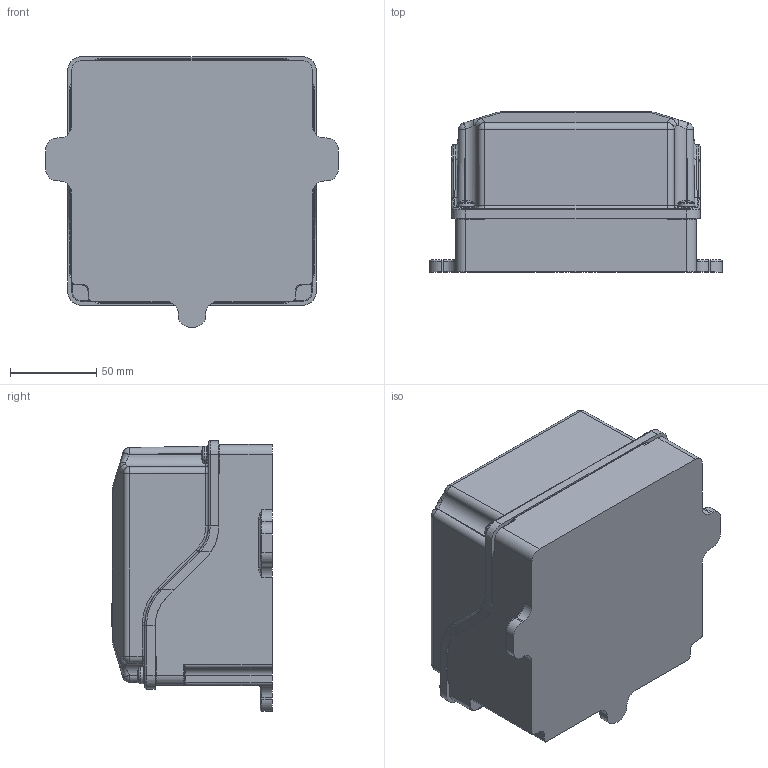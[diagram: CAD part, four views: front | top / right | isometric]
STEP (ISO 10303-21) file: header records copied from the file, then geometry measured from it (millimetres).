
FILE_DESCRIPTION(/* description */ (''),/* implementation_level */ '2;1');
FILE_NAME(/* name */ '940141.stp',/* time_stamp */ '2023-07-24T15:53:47+05:00',/* author */ ('pradhakrishnan'),/* organization */ (''),/* preprocessor_version */ 'ST-DEVELOPER v18',/* originating_system */ 'Autodesk Inventor 2020',/* authorisation */ '');
FILE_SCHEMA (('AUTOMOTIVE_DESIGN { 1 0 10303 214 3 1 1 }'));
Length unit declared in the file: millimetre
Products named in the file (1): 940141
Bounding box: 170 x 93.2 x 157.21 mm (x, y, z)
Volume: 1734629.6 mm3; surface area: 94353.9 mm2
Topology: 1 solids, 1 shells, 1287 faces, 3445 edges, 2192 vertices
Faces by surface type: plane 698, cylinder 254, bspline 223, torus 80, cone 16, sphere 16
Full cylindrical faces by diameter (mm): 3.8 x4, 9.8 x4
Entity records: 45307 total; most frequent: CARTESIAN_POINT 12815, ORIENTED_EDGE 6870, DIRECTION 5933, EDGE_CURVE 3435, VERTEX_POINT 2192, LINE 2107, VECTOR 2107, AXIS2_PLACEMENT_3D 1913
